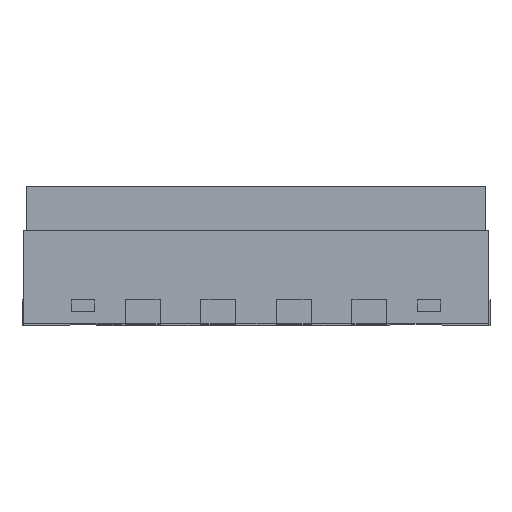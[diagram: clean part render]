
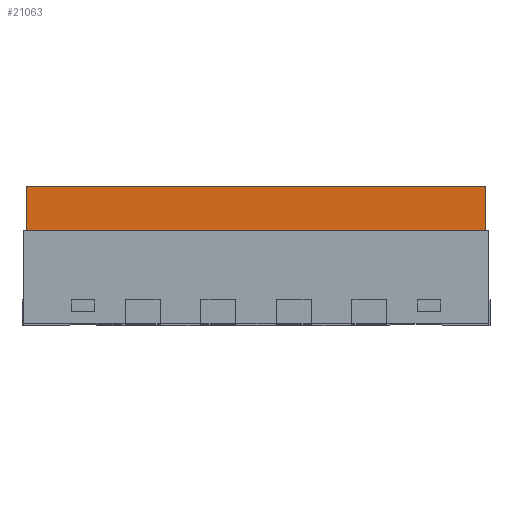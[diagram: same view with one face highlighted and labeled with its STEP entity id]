
A CAD part, top view. The second image highlights one B-rep face of the part: STEP entity #21063.
In plain terms, the highlighted planar face has unit normal (0, 0, 1).
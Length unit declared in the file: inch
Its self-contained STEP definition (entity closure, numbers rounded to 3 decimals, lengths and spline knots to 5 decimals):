
#685 = CARTESIAN_POINT ( 'NONE',  ( 0.00098, 0.04646, 0.1565 ) ) ;
#2372 = VERTEX_POINT ( 'NONE', #27891 ) ;
#2891 = EDGE_CURVE ( 'NONE', #12890, #8432, #23734, .T. ) ;
#3983 = VECTOR ( 'NONE', #10336, 39.37008 ) ;
#5381 = LINE ( 'NONE', #45056, #3983 ) ;
#8432 = VERTEX_POINT ( 'NONE', #43540 ) ;
#8517 = LINE ( 'NONE', #27532, #10098 ) ;
#9116 = ORIENTED_EDGE ( 'NONE', *, *, #56401, .T. ) ;
#9763 = VECTOR ( 'NONE', #34877, 39.37008 ) ;
#10098 = VECTOR ( 'NONE', #59058, 39.37008 ) ;
#10336 = DIRECTION ( 'NONE',  ( 0., 1., 0. ) ) ;
#10355 = EDGE_CURVE ( 'NONE', #14295, #12890, #8517, .T. ) ;
#12010 = PLANE ( 'NONE',  #46033 ) ;
#12890 = VERTEX_POINT ( 'NONE', #59806 ) ;
#12982 = VERTEX_POINT ( 'NONE', #685 ) ;
#14295 = VERTEX_POINT ( 'NONE', #46347 ) ;
#14327 = ORIENTED_EDGE ( 'NONE', *, *, #36401, .T. ) ;
#15775 = EDGE_CURVE ( 'NONE', #8432, #12982, #5381, .T. ) ;
#17859 = ORIENTED_EDGE ( 'NONE', *, *, #15775, .F. ) ;
#18138 = LINE ( 'NONE', #32183, #60736 ) ;
#18848 = CARTESIAN_POINT ( 'NONE',  ( 0.00098, 0.0315, 0.1565 ) ) ;
#19647 = VERTEX_POINT ( 'NONE', #32242 ) ;
#20716 = CARTESIAN_POINT ( 'NONE',  ( 0.00098, 0.0315, 0.1565 ) ) ;
#21063 = ADVANCED_FACE ( 'NONE', ( #53739 ), #12010, .F. ) ;
#21935 = CARTESIAN_POINT ( 'NONE',  ( 0.00098, 0.04646, 0.1565 ) ) ;
#23734 = LINE ( 'NONE', #18848, #9763 ) ;
#27367 = CARTESIAN_POINT ( 'NONE',  ( 0.00098, 0.0315, 0.1565 ) ) ;
#27532 = CARTESIAN_POINT ( 'NONE',  ( 0.00098, 0.0315, 0.1565 ) ) ;
#27891 = CARTESIAN_POINT ( 'NONE',  ( 0.1565, 0.0315, 0.1565 ) ) ;
#30591 = EDGE_CURVE ( 'NONE', #2372, #14295, #60401, .T. ) ;
#32046 = DIRECTION ( 'NONE',  ( -1., 0., 0. ) ) ;
#32183 = CARTESIAN_POINT ( 'NONE',  ( 0.1565, 0.0315, 0.1565 ) ) ;
#32242 = CARTESIAN_POINT ( 'NONE',  ( 0.1565, 0.04646, 0.1565 ) ) ;
#34877 = DIRECTION ( 'NONE',  ( -1., 0., 0. ) ) ;
#35437 = DIRECTION ( 'NONE',  ( -1., 0., 0. ) ) ;
#35711 = LINE ( 'NONE', #21935, #43694 ) ;
#35792 = ORIENTED_EDGE ( 'NONE', *, *, #2891, .F. ) ;
#36401 = EDGE_CURVE ( 'NONE', #19647, #12982, #35711, .T. ) ;
#39408 = ORIENTED_EDGE ( 'NONE', *, *, #10355, .F. ) ;
#43540 = CARTESIAN_POINT ( 'NONE',  ( 0.00098, 0.0315, 0.1565 ) ) ;
#43694 = VECTOR ( 'NONE', #32046, 39.37008 ) ;
#45056 = CARTESIAN_POINT ( 'NONE',  ( 0.00098, 0.0315, 0.1565 ) ) ;
#45849 = EDGE_LOOP ( 'NONE', ( #39408, #61434, #9116, #14327, #17859, #35792 ) ) ;
#46033 = AXIS2_PLACEMENT_3D ( 'NONE', #27367, #61890, #61577 ) ;
#46347 = CARTESIAN_POINT ( 'NONE',  ( 0.13681, 0.0315, 0.1565 ) ) ;
#53739 = FACE_OUTER_BOUND ( 'NONE', #45849, .T. ) ;
#56401 = EDGE_CURVE ( 'NONE', #2372, #19647, #18138, .T. ) ;
#56673 = VECTOR ( 'NONE', #35437, 39.37008 ) ;
#58155 = DIRECTION ( 'NONE',  ( 0., 1., 0. ) ) ;
#59058 = DIRECTION ( 'NONE',  ( -1., 0., 0. ) ) ;
#59806 = CARTESIAN_POINT ( 'NONE',  ( 0.02067, 0.0315, 0.1565 ) ) ;
#60401 = LINE ( 'NONE', #20716, #56673 ) ;
#60736 = VECTOR ( 'NONE', #58155, 39.37008 ) ;
#61434 = ORIENTED_EDGE ( 'NONE', *, *, #30591, .F. ) ;
#61577 = DIRECTION ( 'NONE',  ( 1., 0., 0. ) ) ;
#61890 = DIRECTION ( 'NONE',  ( 0., 0., -1. ) ) ;
